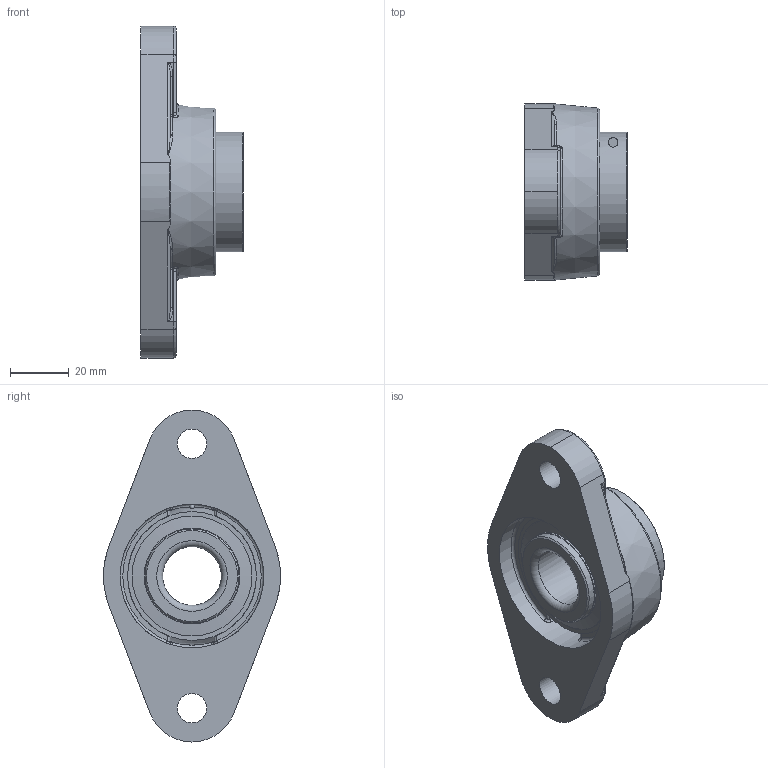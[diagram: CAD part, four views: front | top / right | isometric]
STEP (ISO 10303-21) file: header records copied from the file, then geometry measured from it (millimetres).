
FILE_DESCRIPTION(('HOOPS Exchange Step'),'2;1');
FILE_NAME('export-07DCF72A-47BB-434E-8E46-ABF761D9C410.stp','2020-05-28T09:49:14-07:00',('dkerr'),('Alibre'),'HOOPS Exchange 2020.0','Alibre','Unknown authorisation');
FILE_SCHEMA( ('AP242_MANAGED_MODEL_BASED_3D_ENGINEERING_MIM_LF {1 0 10303 442 1 1 4 }') );
Length unit declared in the file: inch
Products named in the file (8): MRN SFTM L4L 204; MRN SUE 204 L4L (20mm) (Race); MRN SUE 204 L4L (Ball); MRN SUE 204 L4L (Shield); MRN SUE 204 L4L (Lock Ring); MRN SUE 204 L4L (Bolt); MRN SUE 204 L4L (20mm); MRN SUESFTM 204 L4L (20mm)
Assembly tree (7 placements, depth 3):
  MRN SUESFTM 204 L4L (20mm)
    MRN SFTM L4L 204
    MRN SUE 204 L4L (20mm)
      MRN SUE 204 L4L (20mm) (Race)
      MRN SUE 204 L4L (Ball)
      MRN SUE 204 L4L (Shield)
      MRN SUE 204 L4L (Lock Ring)
      MRN SUE 204 L4L (Bolt)
Bounding box: 34.8 x 60.22 x 113 mm (x, y, z)
Volume: 70464.3 mm3; surface area: 35241.6 mm2
Topology: 15 solids, 15 shells, 255 faces, 684 edges, 430 vertices
Faces by surface type: cylinder 70, plane 66, bspline 38, cone 31, torus 31, sphere 19
Full cylindrical faces by diameter (mm): 3.242 x2, 4 x1, 7 x1, 10 x2, 20 x1, 32 x4, 32.508 x2, 40 x2, 40.792 x2, 48.895 x1, 54.25 x1
Entity records: 17268 total; most frequent: CARTESIAN_POINT 10941, ORIENTED_EDGE 1300, DIRECTION 1281, EDGE_CURVE 650, AXIS2_PLACEMENT_3D 545, VERTEX_POINT 430, CIRCLE 293, EDGE_LOOP 278
